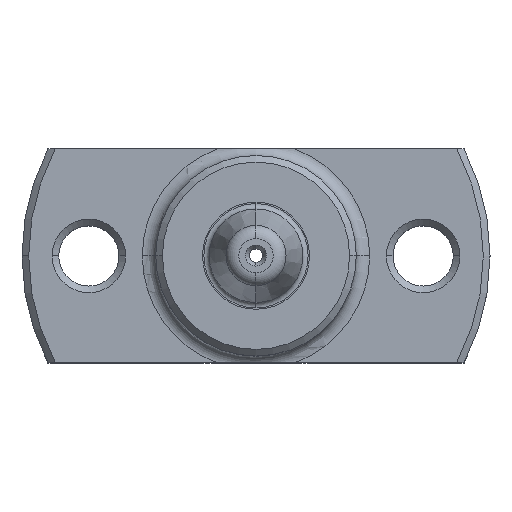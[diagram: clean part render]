
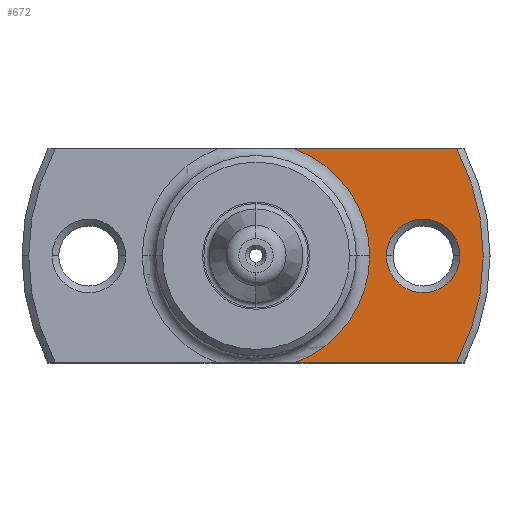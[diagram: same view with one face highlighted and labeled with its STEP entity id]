
A CAD part, top view. The second image highlights one B-rep face of the part: STEP entity #672.
In plain terms, the highlighted planar face has unit normal (0, 0, 1).
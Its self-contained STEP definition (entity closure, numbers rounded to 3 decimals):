
#112 = DIRECTION ( 'NONE',  ( 0., 0., 1. ) ) ;
#120 = DIRECTION ( 'NONE',  ( -1., 0., 0. ) ) ;
#127 = ORIENTED_EDGE ( 'NONE', *, *, #623, .T. ) ;
#174 = ORIENTED_EDGE ( 'NONE', *, *, #1414, .T. ) ;
#188 = DIRECTION ( 'NONE',  ( -1., 0., 0. ) ) ;
#260 = DIRECTION ( 'NONE',  ( -1., 0., 0. ) ) ;
#310 = DIRECTION ( 'NONE',  ( -1., 0., 0. ) ) ;
#349 = AXIS2_PLACEMENT_3D ( 'NONE', #1031, #112, #464 ) ;
#429 = PLANE ( 'NONE',  #2204 ) ;
#450 = EDGE_CURVE ( 'NONE', #3940, #1270, #1054, .T. ) ;
#464 = DIRECTION ( 'NONE',  ( -1., 0., 0. ) ) ;
#623 = EDGE_CURVE ( 'NONE', #1801, #1871, #2076, .T. ) ;
#672 = ADVANCED_FACE ( 'NONE', ( #730, #3179 ), #429, .F. ) ;
#684 = ORIENTED_EDGE ( 'NONE', *, *, #2611, .T. ) ;
#730 = FACE_BOUND ( 'NONE', #2935, .T. ) ;
#739 = CARTESIAN_POINT ( 'NONE',  ( 8.5, 8., 6. ) ) ;
#772 = CARTESIAN_POINT ( 'NONE',  ( 0., 0., 6. ) ) ;
#889 = CARTESIAN_POINT ( 'NONE',  ( 8.5, 0., 6. ) ) ;
#915 = CARTESIAN_POINT ( 'NONE',  ( 15., 8., 6. ) ) ;
#949 = VERTEX_POINT ( 'NONE', #889 ) ;
#967 = AXIS2_PLACEMENT_3D ( 'NONE', #772, #1996, #2928 ) ;
#1031 = CARTESIAN_POINT ( 'NONE',  ( 0., 0., 6. ) ) ;
#1054 = CIRCLE ( 'NONE', #3737, 2.75 ) ;
#1056 = CARTESIAN_POINT ( 'NONE',  ( 8.5, 0., 6. ) ) ;
#1142 = DIRECTION ( 'NONE',  ( 0., 0., -1. ) ) ;
#1217 = CIRCLE ( 'NONE', #967, 8.5 ) ;
#1228 = VERTEX_POINT ( 'NONE', #3253 ) ;
#1270 = VERTEX_POINT ( 'NONE', #2389 ) ;
#1290 = CARTESIAN_POINT ( 'NONE',  ( 12.5, 0., 6. ) ) ;
#1407 = ORIENTED_EDGE ( 'NONE', *, *, #450, .T. ) ;
#1414 = EDGE_CURVE ( 'NONE', #949, #3582, #3433, .T. ) ;
#1524 = LINE ( 'NONE', #3958, #2256 ) ;
#1549 = CIRCLE ( 'NONE', #1998, 2.75 ) ;
#1667 = ORIENTED_EDGE ( 'NONE', *, *, #2046, .T. ) ;
#1732 = CARTESIAN_POINT ( 'NONE',  ( 2.872, -8., 6. ) ) ;
#1801 = VERTEX_POINT ( 'NONE', #2994 ) ;
#1871 = VERTEX_POINT ( 'NONE', #915 ) ;
#1903 = CARTESIAN_POINT ( 'NONE',  ( 9.75, 0., 6. ) ) ;
#1917 = LINE ( 'NONE', #739, #2061 ) ;
#1996 = DIRECTION ( 'NONE',  ( 0., 0., -1. ) ) ;
#1998 = AXIS2_PLACEMENT_3D ( 'NONE', #2390, #3615, #188 ) ;
#2046 = EDGE_CURVE ( 'NONE', #1228, #949, #1217, .T. ) ;
#2061 = VECTOR ( 'NONE', #120, 1000. ) ;
#2076 = CIRCLE ( 'NONE', #349, 17. ) ;
#2204 = AXIS2_PLACEMENT_3D ( 'NONE', #1056, #1142, #2987 ) ;
#2256 = VECTOR ( 'NONE', #3082, 1000. ) ;
#2389 = CARTESIAN_POINT ( 'NONE',  ( 15.25, 0., 6. ) ) ;
#2390 = CARTESIAN_POINT ( 'NONE',  ( 12.5, 0., 6. ) ) ;
#2481 = CARTESIAN_POINT ( 'NONE',  ( 0., 0., 6. ) ) ;
#2559 = EDGE_CURVE ( 'NONE', #1270, #3940, #1549, .T. ) ;
#2611 = EDGE_CURVE ( 'NONE', #3582, #1801, #1524, .T. ) ;
#2776 = DIRECTION ( 'NONE',  ( 0., 0., -1. ) ) ;
#2928 = DIRECTION ( 'NONE',  ( -1., 0., 0. ) ) ;
#2935 = EDGE_LOOP ( 'NONE', ( #3839, #1407 ) ) ;
#2987 = DIRECTION ( 'NONE',  ( -1., 0., 0. ) ) ;
#2994 = CARTESIAN_POINT ( 'NONE',  ( 15., -8., 6. ) ) ;
#3032 = EDGE_LOOP ( 'NONE', ( #684, #127, #3382, #1667, #174 ) ) ;
#3082 = DIRECTION ( 'NONE',  ( 1., 0., 0. ) ) ;
#3179 = FACE_OUTER_BOUND ( 'NONE', #3032, .T. ) ;
#3253 = CARTESIAN_POINT ( 'NONE',  ( 2.872, 8., 6. ) ) ;
#3270 = EDGE_CURVE ( 'NONE', #1871, #1228, #1917, .T. ) ;
#3382 = ORIENTED_EDGE ( 'NONE', *, *, #3270, .T. ) ;
#3433 = CIRCLE ( 'NONE', #3820, 8.5 ) ;
#3582 = VERTEX_POINT ( 'NONE', #1732 ) ;
#3615 = DIRECTION ( 'NONE',  ( 0., 0., -1. ) ) ;
#3656 = DIRECTION ( 'NONE',  ( 0., 0., -1. ) ) ;
#3737 = AXIS2_PLACEMENT_3D ( 'NONE', #1290, #3656, #310 ) ;
#3820 = AXIS2_PLACEMENT_3D ( 'NONE', #2481, #2776, #260 ) ;
#3839 = ORIENTED_EDGE ( 'NONE', *, *, #2559, .T. ) ;
#3940 = VERTEX_POINT ( 'NONE', #1903 ) ;
#3958 = CARTESIAN_POINT ( 'NONE',  ( 8.5, -8., 6. ) ) ;
